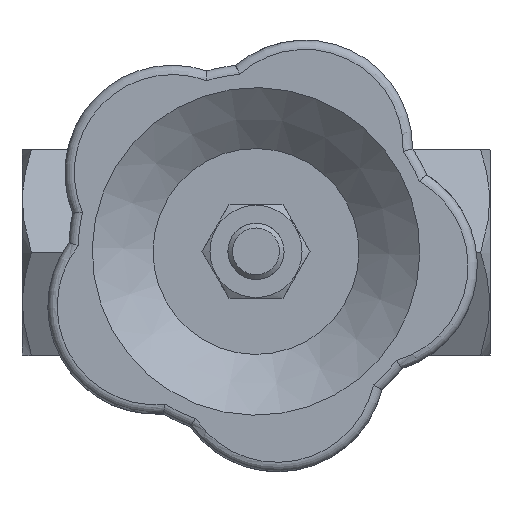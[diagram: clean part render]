
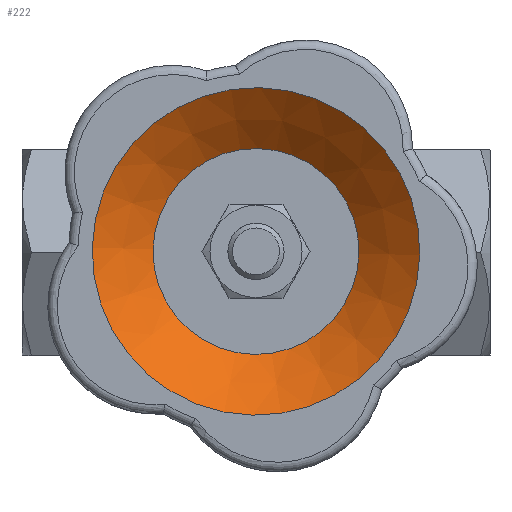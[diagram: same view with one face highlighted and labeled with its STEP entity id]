
A CAD part, top view. The second image highlights one B-rep face of the part: STEP entity #222.
In plain terms, the highlighted conical face has half-angle 49.764 degrees and reference radius 11 mm.
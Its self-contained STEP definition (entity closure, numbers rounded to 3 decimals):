
#222 = ADVANCED_FACE( '', ( #543, #544 ), #545, .F. );
#543 = FACE_OUTER_BOUND( '', #985, .T. );
#544 = FACE_BOUND( '', #986, .T. );
#545 = CONICAL_SURFACE( '', #987, 11., 0.869 );
#985 = EDGE_LOOP( '', ( #1590 ) );
#986 = EDGE_LOOP( '', ( #1591 ) );
#987 = AXIS2_PLACEMENT_3D( '', #1592, #1593, #1594 );
#1590 = ORIENTED_EDGE( '', *, *, #2491, .F. );
#1591 = ORIENTED_EDGE( '', *, *, #2485, .T. );
#1592 = CARTESIAN_POINT( '', ( 0., 0., 81.778 ) );
#1593 = DIRECTION( '', ( 0., 0., 1. ) );
#1594 = DIRECTION( '', ( -0.481, 0.877, 0. ) );
#2485 = EDGE_CURVE( '', #2967, #2967, #2968, .T. );
#2491 = EDGE_CURVE( '', #2976, #2976, #2977, .T. );
#2967 = VERTEX_POINT( '', #3947 );
#2968 = CIRCLE( '', #3948, 11. );
#2976 = VERTEX_POINT( '', #3957 );
#2977 = CIRCLE( '', #3958, 17.5 );
#3947 = CARTESIAN_POINT( '', ( 5.288, -9.645, 81.778 ) );
#3948 = AXIS2_PLACEMENT_3D( '', #4937, #4938, #4939 );
#3957 = CARTESIAN_POINT( '', ( 8.413, -15.345, 87.278 ) );
#3958 = AXIS2_PLACEMENT_3D( '', #4947, #4948, #4949 );
#4937 = CARTESIAN_POINT( '', ( 0., 0., 81.778 ) );
#4938 = DIRECTION( '', ( 0., 0., -1. ) );
#4939 = DIRECTION( '', ( 0.481, -0.877, 0. ) );
#4947 = CARTESIAN_POINT( '', ( 0., 0., 87.278 ) );
#4948 = DIRECTION( '', ( 0., 0., -1. ) );
#4949 = DIRECTION( '', ( 0.481, -0.877, 0. ) );
